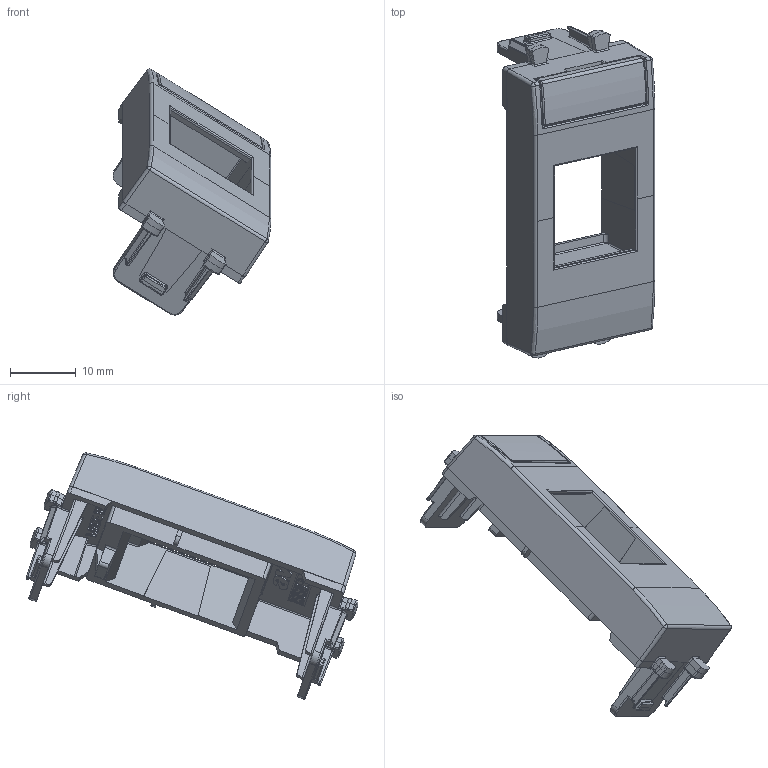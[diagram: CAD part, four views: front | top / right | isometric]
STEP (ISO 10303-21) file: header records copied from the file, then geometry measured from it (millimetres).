
FILE_DESCRIPTION(('CATIA V5 STEP Exchange'),'2;1');
FILE_NAME('441029SC.stp','2024-02-28T10:55:08+00:00',('none'),('none'),'CATIA Version 5-6 Release 2016 SP6','CATIA V5 STEP AP203','none');
FILE_SCHEMA(('CONFIG_CONTROL_DESIGN'));
Products named in the file (1): 441029SC
Assembly tree (3 placements, depth 2):
  441029SC
    #57
    #49512
    #50686
Bounding box: 24.04 x 50.64 x 37.57 mm (x, y, z)
Volume: 3535.7 mm3; surface area: 6172 mm2
Topology: 2 solids, 2 shells, 1388 faces, 3777 edges, 2376 vertices
Faces by surface type: plane 886, cylinder 310, bspline 88, sphere 38, extrusion 28, cone 24, torus 14
Entity records: 50713 total; most frequent: CARTESIAN_POINT 18477, ORIENTED_EDGE 7458, DIRECTION 5238, EDGE_CURVE 3729, VECTOR 2793, LINE 2765, VERTEX_POINT 2372, EDGE_LOOP 1421
